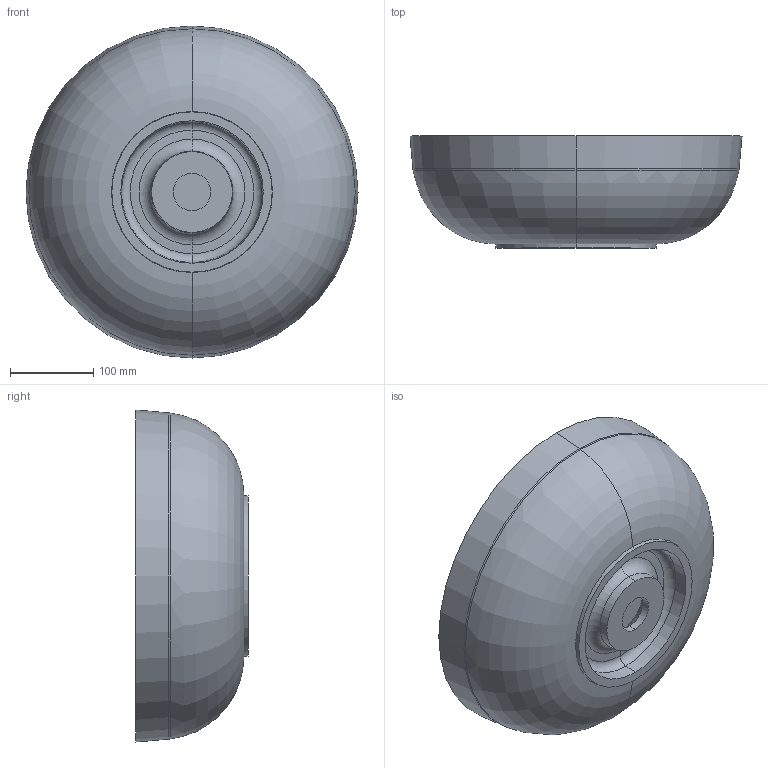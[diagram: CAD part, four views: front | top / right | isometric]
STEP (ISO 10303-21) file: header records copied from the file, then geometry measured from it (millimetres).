
FILE_DESCRIPTION (( 'STEP AP214' ), '1' );
FILE_NAME ('Moon.STEP', '2021-02-11T12:02:52', ( '' ), ( '' ), 'SwSTEP 2.0', 'SolidWorks 2020', '' );
FILE_SCHEMA (( 'AUTOMOTIVE_DESIGN' ));
Length unit declared in the file: millimetre
Products named in the file (1): Moon
Bounding box: 400 x 135 x 400 mm (x, y, z)
Volume: 3461951.6 mm3; surface area: 460477.4 mm2
Topology: 2 solids, 2 shells, 97 faces, 215 edges, 111 vertices
Faces by surface type: torus 53, cone 12, bspline 12, plane 11, cylinder 9
Entity records: 3223 total; most frequent: CARTESIAN_POINT 1072, DIRECTION 524, ORIENTED_EDGE 406, AXIS2_PLACEMENT_3D 253, EDGE_CURVE 203, CIRCLE 167, VERTEX_POINT 111, EDGE_LOOP 100
